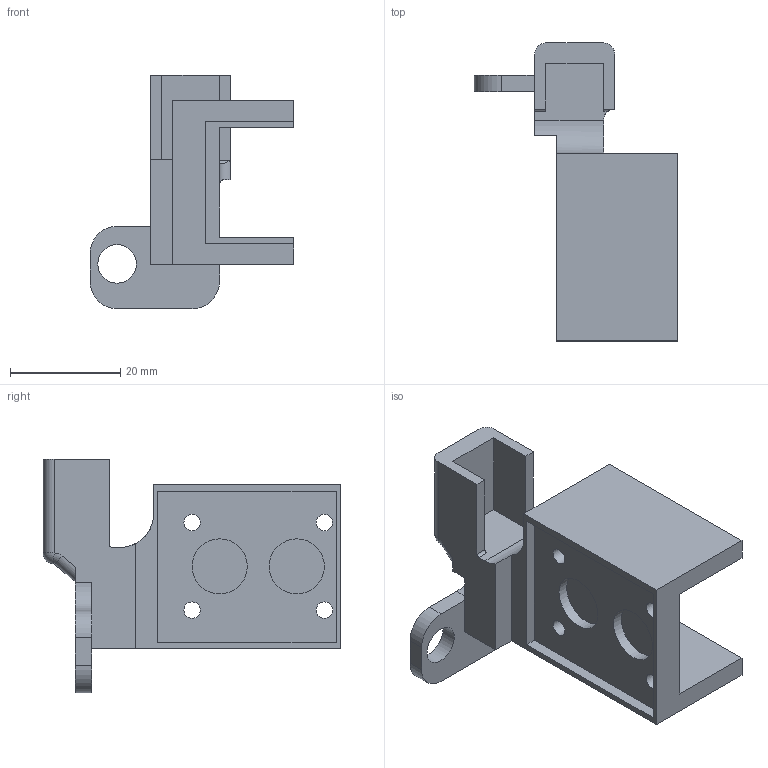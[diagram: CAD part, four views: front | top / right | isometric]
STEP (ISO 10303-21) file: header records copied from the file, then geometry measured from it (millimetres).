
FILE_DESCRIPTION(/* description */ (''),/* implementation_level */ '2;1');
FILE_NAME(/* name */ '',/* time_stamp */ '2026-02-13T14:35:19+03:00',/* author */ ('katya_notebook'),/* organization */ (''),/* preprocessor_version */ 'ST-DEVELOPER v20',/* originating_system */ 'Autodesk Inventor 2024',/* authorisation */ '');
FILE_SCHEMA (('AUTOMOTIVE_DESIGN { 1 0 10303 214 3 1 1 }'));
Length unit declared in the file: millimetre
Products named in the file (1): держатель магнитов 
на основе
Bounding box: 37 x 54.05 x 42.4 mm (x, y, z)
Volume: 13789.3 mm3; surface area: 8726.5 mm2
Topology: 1 solids, 1 shells, 66 faces, 181 edges, 128 vertices
Faces by surface type: plane 42, cylinder 22, torus 1, sphere 1
Full cylindrical faces by diameter (mm): 3 x4, 7 x1, 10 x2
Entity records: 2166 total; most frequent: CARTESIAN_POINT 395, ORIENTED_EDGE 352, DIRECTION 349, EDGE_CURVE 176, LINE 129, VECTOR 129, VERTEX_POINT 115, AXIS2_PLACEMENT_3D 110
